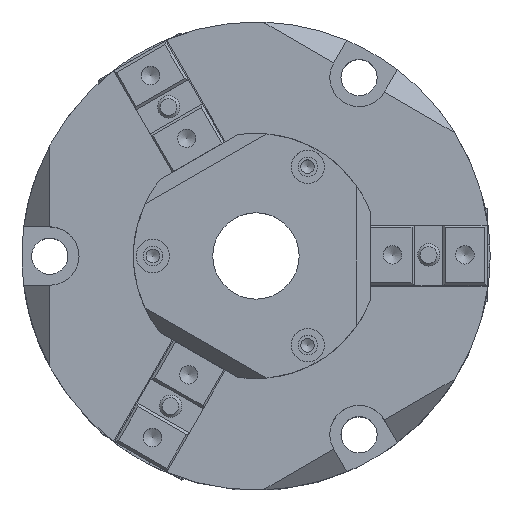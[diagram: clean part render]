
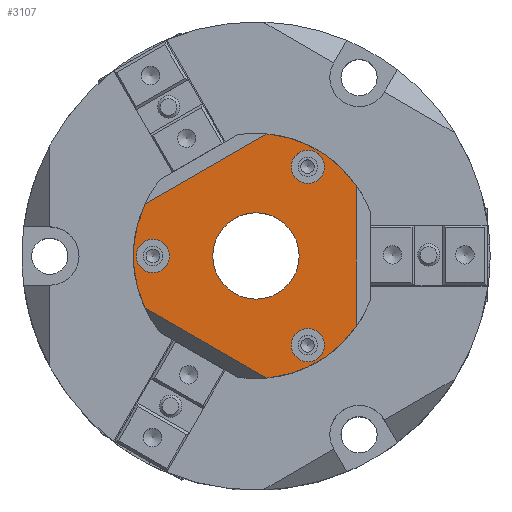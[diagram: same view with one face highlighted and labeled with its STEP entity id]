
A CAD part, top view. The second image highlights one B-rep face of the part: STEP entity #3107.
In plain terms, the highlighted planar face has unit normal (0, 0, 1).
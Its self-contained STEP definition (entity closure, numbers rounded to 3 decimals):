
#221=LINE('',#5262,#476);
#227=LINE('',#5285,#482);
#231=LINE('',#5300,#486);
#476=VECTOR('',#4265,10.);
#482=VECTOR('',#4287,10.);
#486=VECTOR('',#4303,10.);
#647=PLANE('',#3507);
#743=FACE_BOUND('',#1177,.T.);
#744=FACE_BOUND('',#1178,.T.);
#745=FACE_BOUND('',#1179,.T.);
#746=FACE_BOUND('',#1180,.T.);
#942=FACE_OUTER_BOUND('',#1176,.T.);
#1176=EDGE_LOOP('',(#2730,#2731,#2732,#2733,#2734,#2735));
#1177=EDGE_LOOP('',(#2736));
#1178=EDGE_LOOP('',(#2737));
#1179=EDGE_LOOP('',(#2738));
#1180=EDGE_LOOP('',(#2739));
#1375=CIRCLE('',#3498,22.);
#1376=CIRCLE('',#3504,22.);
#1378=CIRCLE('',#3508,22.);
#1379=CIRCLE('',#3509,7.75);
#1380=CIRCLE('',#3510,3.);
#1381=CIRCLE('',#3511,3.);
#1382=CIRCLE('',#3512,3.);
#1611=VERTEX_POINT('',#5259);
#1612=VERTEX_POINT('',#5261);
#1617=VERTEX_POINT('',#5273);
#1620=VERTEX_POINT('',#5282);
#1621=VERTEX_POINT('',#5284);
#1623=VERTEX_POINT('',#5290);
#1627=VERTEX_POINT('',#5302);
#1628=VERTEX_POINT('',#5304);
#1629=VERTEX_POINT('',#5306);
#1630=VERTEX_POINT('',#5308);
#1993=EDGE_CURVE('',#1611,#1612,#221,.T.);
#2000=EDGE_CURVE('',#1611,#1617,#1375,.T.);
#2004=EDGE_CURVE('',#1620,#1621,#227,.T.);
#2007=EDGE_CURVE('',#1623,#1621,#1376,.T.);
#2012=EDGE_CURVE('',#1623,#1617,#231,.T.);
#2013=EDGE_CURVE('',#1620,#1612,#1378,.T.);
#2014=EDGE_CURVE('',#1627,#1627,#1379,.T.);
#2015=EDGE_CURVE('',#1628,#1628,#1380,.T.);
#2016=EDGE_CURVE('',#1629,#1629,#1381,.T.);
#2017=EDGE_CURVE('',#1630,#1630,#1382,.T.);
#2730=ORIENTED_EDGE('',*,*,#1993,.F.);
#2731=ORIENTED_EDGE('',*,*,#2000,.T.);
#2732=ORIENTED_EDGE('',*,*,#2012,.F.);
#2733=ORIENTED_EDGE('',*,*,#2007,.T.);
#2734=ORIENTED_EDGE('',*,*,#2004,.F.);
#2735=ORIENTED_EDGE('',*,*,#2013,.T.);
#2736=ORIENTED_EDGE('',*,*,#2014,.T.);
#2737=ORIENTED_EDGE('',*,*,#2015,.T.);
#2738=ORIENTED_EDGE('',*,*,#2016,.T.);
#2739=ORIENTED_EDGE('',*,*,#2017,.T.);
#3107=ADVANCED_FACE('',(#942,#743,#744,#745,#746),#647,.T.);
#3498=AXIS2_PLACEMENT_3D('',#5275,#4277,#4278);
#3504=AXIS2_PLACEMENT_3D('',#5291,#4293,#4294);
#3507=AXIS2_PLACEMENT_3D('',#5299,#4301,#4302);
#3508=AXIS2_PLACEMENT_3D('',#5301,#4304,#4305);
#3509=AXIS2_PLACEMENT_3D('',#5303,#4306,#4307);
#3510=AXIS2_PLACEMENT_3D('',#5305,#4308,#4309);
#3511=AXIS2_PLACEMENT_3D('',#5307,#4310,#4311);
#3512=AXIS2_PLACEMENT_3D('',#5309,#4312,#4313);
#4265=DIRECTION('',(-0.866,0.5,0.));
#4277=DIRECTION('center_axis',(0.,0.,1.));
#4278=DIRECTION('ref_axis',(-1.,0.,0.));
#4287=DIRECTION('',(0.866,0.5,0.));
#4293=DIRECTION('center_axis',(0.,0.,1.));
#4294=DIRECTION('ref_axis',(-1.,0.,0.));
#4301=DIRECTION('center_axis',(0.,0.,1.));
#4302=DIRECTION('ref_axis',(1.,0.,0.));
#4303=DIRECTION('',(0.,-1.,0.));
#4304=DIRECTION('center_axis',(0.,0.,1.));
#4305=DIRECTION('ref_axis',(-1.,0.,0.));
#4306=DIRECTION('center_axis',(0.,0.,-1.));
#4307=DIRECTION('ref_axis',(-1.,0.,0.));
#4308=DIRECTION('center_axis',(0.,0.,-1.));
#4309=DIRECTION('ref_axis',(1.,0.,0.));
#4310=DIRECTION('center_axis',(0.,0.,-1.));
#4311=DIRECTION('ref_axis',(1.,0.,0.));
#4312=DIRECTION('center_axis',(0.,0.,-1.));
#4313=DIRECTION('ref_axis',(1.,0.,0.));
#5259=CARTESIAN_POINT('',(1.954,-21.913,3.));
#5261=CARTESIAN_POINT('',(-19.954,-9.264,3.));
#5262=CARTESIAN_POINT('',(-12.457,-13.592,3.));
#5273=CARTESIAN_POINT('',(18.,-12.649,3.));
#5275=CARTESIAN_POINT('Origin',(0.,0.,3.));
#5282=CARTESIAN_POINT('',(-19.954,9.264,3.));
#5284=CARTESIAN_POINT('',(1.954,21.913,3.));
#5285=CARTESIAN_POINT('',(-5.543,17.585,3.));
#5290=CARTESIAN_POINT('',(18.,12.649,3.));
#5291=CARTESIAN_POINT('Origin',(0.,0.,3.));
#5299=CARTESIAN_POINT('Origin',(0.,0.,3.));
#5300=CARTESIAN_POINT('',(18.,-3.992,3.));
#5301=CARTESIAN_POINT('Origin',(0.,0.,3.));
#5302=CARTESIAN_POINT('',(7.75,0.,3.));
#5303=CARTESIAN_POINT('Origin',(0.,0.,3.));
#5304=CARTESIAN_POINT('',(-15.5,0.,3.));
#5305=CARTESIAN_POINT('Origin',(-18.5,0.,3.));
#5306=CARTESIAN_POINT('',(12.3,16.,3.));
#5307=CARTESIAN_POINT('Origin',(9.3,16.,3.));
#5308=CARTESIAN_POINT('',(12.3,-16.,3.));
#5309=CARTESIAN_POINT('Origin',(9.3,-16.,3.));
